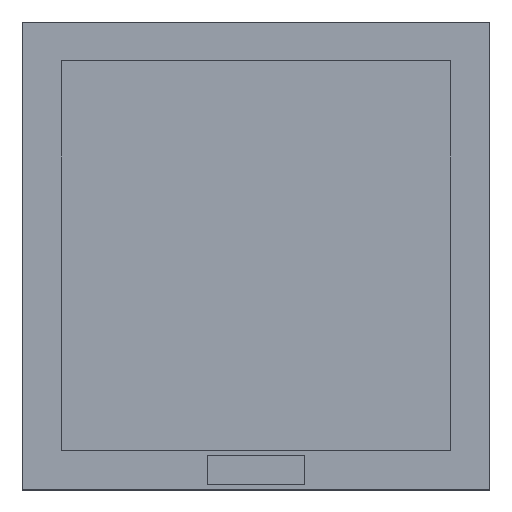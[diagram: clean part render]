
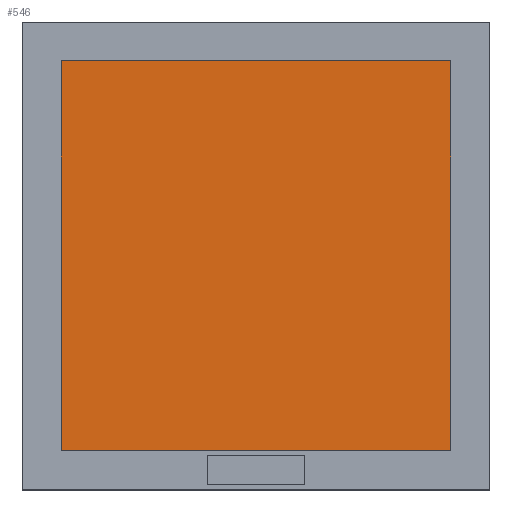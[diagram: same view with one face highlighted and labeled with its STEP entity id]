
A CAD part, top view. The second image highlights one B-rep face of the part: STEP entity #546.
In plain terms, the highlighted planar face has unit normal (0, 0, 1).
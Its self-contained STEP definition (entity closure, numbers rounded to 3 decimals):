
#52=FACE_OUTER_BOUND('',#92,.T.);
#92=EDGE_LOOP('',(#377,#378,#379,#380));
#141=LINE('',#813,#201);
#142=LINE('',#815,#202);
#143=LINE('',#817,#203);
#144=LINE('',#818,#204);
#201=VECTOR('',#652,2.);
#202=VECTOR('',#653,2.);
#203=VECTOR('',#654,2.);
#204=VECTOR('',#655,2.);
#261=VERTEX_POINT('',#811);
#262=VERTEX_POINT('',#812);
#263=VERTEX_POINT('',#814);
#264=VERTEX_POINT('',#816);
#309=EDGE_CURVE('',#261,#262,#141,.T.);
#310=EDGE_CURVE('',#262,#263,#142,.T.);
#311=EDGE_CURVE('',#263,#264,#143,.T.);
#312=EDGE_CURVE('',#264,#261,#144,.T.);
#377=ORIENTED_EDGE('',*,*,#309,.T.);
#378=ORIENTED_EDGE('',*,*,#310,.T.);
#379=ORIENTED_EDGE('',*,*,#311,.T.);
#380=ORIENTED_EDGE('',*,*,#312,.T.);
#510=PLANE('',#595);
#546=ADVANCED_FACE('',(#52),#510,.F.);
#595=AXIS2_PLACEMENT_3D('',#810,#650,#651);
#650=DIRECTION('center_axis',(0.,0.,-1.));
#651=DIRECTION('ref_axis',(1.,0.,0.));
#652=DIRECTION('',(0.,1.,0.));
#653=DIRECTION('',(-1.,0.,0.));
#654=DIRECTION('',(0.,-1.,0.));
#655=DIRECTION('',(1.,0.,0.));
#810=CARTESIAN_POINT('Origin',(0.,0.,1.45));
#811=CARTESIAN_POINT('',(1.,-1.,1.45));
#812=CARTESIAN_POINT('',(1.,1.,1.45));
#813=CARTESIAN_POINT('',(1.,0.,1.45));
#814=CARTESIAN_POINT('',(-1.,1.,1.45));
#815=CARTESIAN_POINT('',(0.,1.,1.45));
#816=CARTESIAN_POINT('',(-1.,-1.,1.45));
#817=CARTESIAN_POINT('',(-1.,0.,1.45));
#818=CARTESIAN_POINT('',(0.,-1.,1.45));
